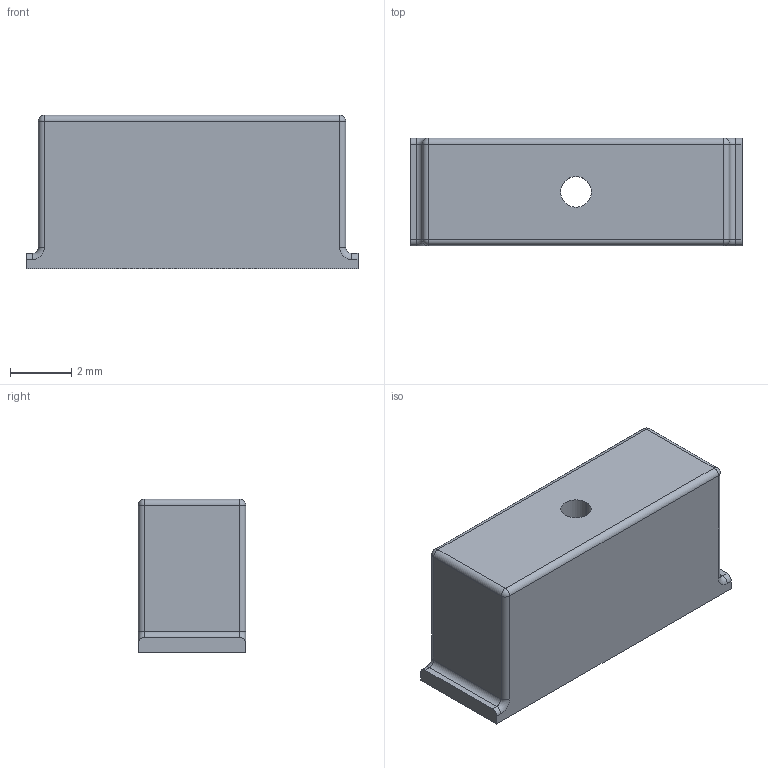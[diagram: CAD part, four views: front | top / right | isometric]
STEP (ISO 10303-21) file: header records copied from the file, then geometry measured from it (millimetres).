
FILE_DESCRIPTION (( 'STEP AP214' ), '1' );
FILE_NAME ('093w02.STEP', '2014-08-19T13:50:46', ( '' ), ( '' ), 'SwSTEP 2.0', 'SolidWorks 2014', '' );
FILE_SCHEMA (( 'AUTOMOTIVE_DESIGN' ));
Length unit declared in the file: millimetre
Products named in the file (1): 093w02
Bounding box: 10.8 x 3.5 x 5 mm (x, y, z)
Volume: 111.4 mm3; surface area: 289.2 mm2
Topology: 1 solids, 1 shells, 43 faces, 100 edges, 56 vertices
Faces by surface type: cylinder 20, plane 15, torus 4, sphere 4
Entity records: 1212 total; most frequent: DIRECTION 216, CARTESIAN_POINT 208, ORIENTED_EDGE 192, EDGE_CURVE 96, AXIS2_PLACEMENT_3D 80, VECTOR 56, LINE 56, VERTEX_POINT 56
